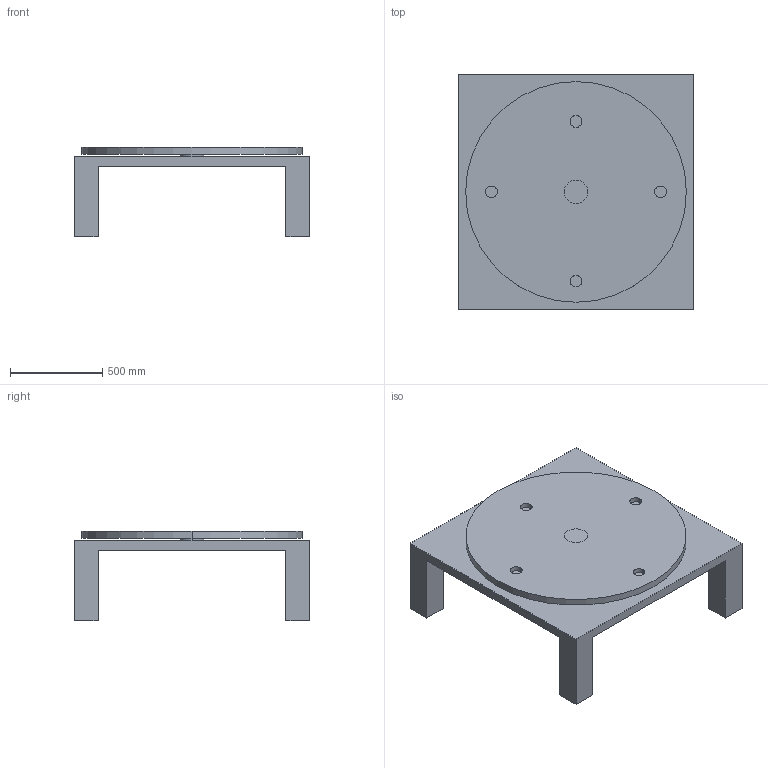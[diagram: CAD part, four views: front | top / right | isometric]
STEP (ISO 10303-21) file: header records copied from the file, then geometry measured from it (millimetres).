
FILE_DESCRIPTION((''),'2;1');
FILE_NAME('S4850111_ROTARYATBLE_ASM','2020-02-20T11:35:36',('cheta'),(''),'CREO PARAMETRIC BY PTC INC, 2019224','CREO PARAMETRIC BY PTC INC, 2019224','');
FILE_SCHEMA(('CONFIG_CONTROL_DESIGN'));
Length unit declared in the file: inch
Products named in the file (3): S4850111_TABLE_AF0; S4850111_ROTARY_AF0; S4850111_ROTARYATBLE_ASM
Assembly tree (2 placements, depth 2):
  S4850111_ROTARYATBLE_ASM
    S4850111_TABLE_AF0
    S4850111_ROTARY_AF0
Bounding box: 1270 x 1270 x 482.6 mm (x, y, z)
Volume: 149001007.3 mm3; surface area: 6669983.6 mm2
Topology: 2 solids, 2 shells, 39 faces, 90 edges, 60 vertices
Faces by surface type: plane 25, cylinder 14
Entity records: 1210 total; most frequent: DIRECTION 206, CARTESIAN_POINT 194, ORIENTED_EDGE 180, EDGE_CURVE 90, AXIS2_PLACEMENT_3D 72, VECTOR 62, LINE 62, VERTEX_POINT 60
